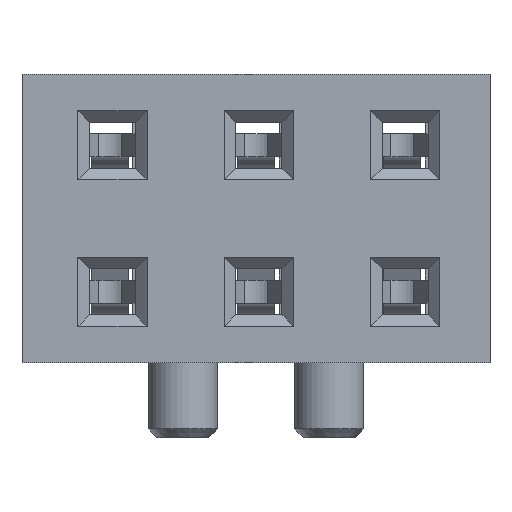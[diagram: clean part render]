
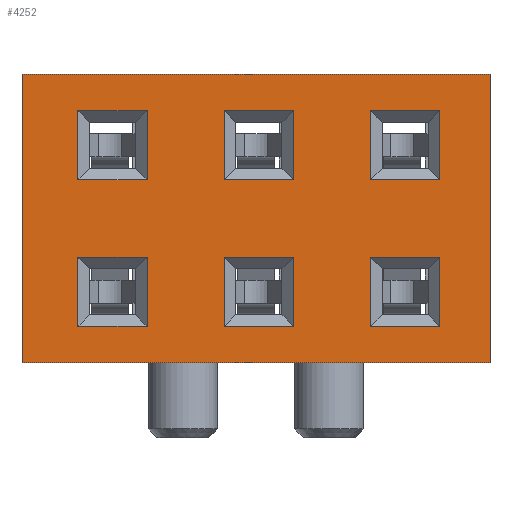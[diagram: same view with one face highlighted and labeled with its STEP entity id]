
A CAD part, front view. The second image highlights one B-rep face of the part: STEP entity #4252.
In plain terms, the highlighted planar face has unit normal (0, -1, 0).
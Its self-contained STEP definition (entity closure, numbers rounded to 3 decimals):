
#202=ORIENTED_EDGE('',*,*,#1442,.T.);
#203=ORIENTED_EDGE('',*,*,#1443,.T.);
#204=ORIENTED_EDGE('',*,*,#1444,.T.);
#205=ORIENTED_EDGE('',*,*,#1445,.T.);
#206=ORIENTED_EDGE('',*,*,#1446,.T.);
#207=ORIENTED_EDGE('',*,*,#1447,.T.);
#208=ORIENTED_EDGE('',*,*,#1448,.T.);
#209=ORIENTED_EDGE('',*,*,#1449,.T.);
#210=ORIENTED_EDGE('',*,*,#1450,.T.);
#211=ORIENTED_EDGE('',*,*,#1451,.T.);
#212=ORIENTED_EDGE('',*,*,#1452,.T.);
#213=ORIENTED_EDGE('',*,*,#1453,.T.);
#214=ORIENTED_EDGE('',*,*,#1454,.F.);
#215=ORIENTED_EDGE('',*,*,#1455,.F.);
#216=ORIENTED_EDGE('',*,*,#1456,.T.);
#217=ORIENTED_EDGE('',*,*,#1457,.T.);
#218=ORIENTED_EDGE('',*,*,#1458,.T.);
#219=ORIENTED_EDGE('',*,*,#1459,.T.);
#220=ORIENTED_EDGE('',*,*,#1460,.T.);
#221=ORIENTED_EDGE('',*,*,#1461,.T.);
#222=ORIENTED_EDGE('',*,*,#1462,.T.);
#223=ORIENTED_EDGE('',*,*,#1463,.T.);
#224=ORIENTED_EDGE('',*,*,#1464,.T.);
#225=ORIENTED_EDGE('',*,*,#1465,.T.);
#226=ORIENTED_EDGE('',*,*,#1466,.T.);
#227=ORIENTED_EDGE('',*,*,#1467,.T.);
#228=ORIENTED_EDGE('',*,*,#1468,.T.);
#229=ORIENTED_EDGE('',*,*,#1469,.T.);
#1442=EDGE_CURVE('',#2062,#2063,#2456,.T.);
#1443=EDGE_CURVE('',#2063,#2064,#2457,.T.);
#1444=EDGE_CURVE('',#2064,#2065,#2458,.T.);
#1445=EDGE_CURVE('',#2065,#2062,#2459,.T.);
#1446=EDGE_CURVE('',#2066,#2067,#2460,.T.);
#1447=EDGE_CURVE('',#2067,#2068,#2461,.T.);
#1448=EDGE_CURVE('',#2068,#2069,#2462,.T.);
#1449=EDGE_CURVE('',#2069,#2066,#2463,.T.);
#1450=EDGE_CURVE('',#2070,#2071,#2464,.T.);
#1451=EDGE_CURVE('',#2071,#2072,#2465,.T.);
#1452=EDGE_CURVE('',#2072,#2073,#2466,.T.);
#1453=EDGE_CURVE('',#2073,#2070,#2467,.T.);
#1454=EDGE_CURVE('',#2074,#2075,#2468,.T.);
#1455=EDGE_CURVE('',#2076,#2074,#2469,.T.);
#1456=EDGE_CURVE('',#2076,#2077,#2470,.T.);
#1457=EDGE_CURVE('',#2077,#2075,#2471,.T.);
#1458=EDGE_CURVE('',#2078,#2079,#2472,.T.);
#1459=EDGE_CURVE('',#2079,#2080,#2473,.T.);
#1460=EDGE_CURVE('',#2080,#2081,#2474,.T.);
#1461=EDGE_CURVE('',#2081,#2078,#2475,.T.);
#1462=EDGE_CURVE('',#2082,#2083,#2476,.T.);
#1463=EDGE_CURVE('',#2083,#2084,#2477,.T.);
#1464=EDGE_CURVE('',#2084,#2085,#2478,.T.);
#1465=EDGE_CURVE('',#2085,#2082,#2479,.T.);
#1466=EDGE_CURVE('',#2086,#2087,#2480,.T.);
#1467=EDGE_CURVE('',#2087,#2088,#2481,.T.);
#1468=EDGE_CURVE('',#2088,#2089,#2482,.T.);
#1469=EDGE_CURVE('',#2089,#2086,#2483,.T.);
#2062=VERTEX_POINT('',#6631);
#2063=VERTEX_POINT('',#6632);
#2064=VERTEX_POINT('',#6634);
#2065=VERTEX_POINT('',#6636);
#2066=VERTEX_POINT('',#6639);
#2067=VERTEX_POINT('',#6640);
#2068=VERTEX_POINT('',#6642);
#2069=VERTEX_POINT('',#6644);
#2070=VERTEX_POINT('',#6647);
#2071=VERTEX_POINT('',#6648);
#2072=VERTEX_POINT('',#6650);
#2073=VERTEX_POINT('',#6652);
#2074=VERTEX_POINT('',#6655);
#2075=VERTEX_POINT('',#6656);
#2076=VERTEX_POINT('',#6658);
#2077=VERTEX_POINT('',#6660);
#2078=VERTEX_POINT('',#6663);
#2079=VERTEX_POINT('',#6664);
#2080=VERTEX_POINT('',#6666);
#2081=VERTEX_POINT('',#6668);
#2082=VERTEX_POINT('',#6671);
#2083=VERTEX_POINT('',#6672);
#2084=VERTEX_POINT('',#6674);
#2085=VERTEX_POINT('',#6676);
#2086=VERTEX_POINT('',#6679);
#2087=VERTEX_POINT('',#6680);
#2088=VERTEX_POINT('',#6682);
#2089=VERTEX_POINT('',#6684);
#2456=LINE('',#6630,#3030);
#2457=LINE('',#6633,#3031);
#2458=LINE('',#6635,#3032);
#2459=LINE('',#6637,#3033);
#2460=LINE('',#6638,#3034);
#2461=LINE('',#6641,#3035);
#2462=LINE('',#6643,#3036);
#2463=LINE('',#6645,#3037);
#2464=LINE('',#6646,#3038);
#2465=LINE('',#6649,#3039);
#2466=LINE('',#6651,#3040);
#2467=LINE('',#6653,#3041);
#2468=LINE('',#6654,#3042);
#2469=LINE('',#6657,#3043);
#2470=LINE('',#6659,#3044);
#2471=LINE('',#6661,#3045);
#2472=LINE('',#6662,#3046);
#2473=LINE('',#6665,#3047);
#2474=LINE('',#6667,#3048);
#2475=LINE('',#6669,#3049);
#2476=LINE('',#6670,#3050);
#2477=LINE('',#6673,#3051);
#2478=LINE('',#6675,#3052);
#2479=LINE('',#6677,#3053);
#2480=LINE('',#6678,#3054);
#2481=LINE('',#6681,#3055);
#2482=LINE('',#6683,#3056);
#2483=LINE('',#6685,#3057);
#3030=VECTOR('',#5396,1000.);
#3031=VECTOR('',#5397,1000.);
#3032=VECTOR('',#5398,1000.);
#3033=VECTOR('',#5399,1000.);
#3034=VECTOR('',#5400,1000.);
#3035=VECTOR('',#5401,1000.);
#3036=VECTOR('',#5402,1000.);
#3037=VECTOR('',#5403,1000.);
#3038=VECTOR('',#5404,1000.);
#3039=VECTOR('',#5405,1000.);
#3040=VECTOR('',#5406,1000.);
#3041=VECTOR('',#5407,1000.);
#3042=VECTOR('',#5408,1000.);
#3043=VECTOR('',#5409,1000.);
#3044=VECTOR('',#5410,1000.);
#3045=VECTOR('',#5411,1000.);
#3046=VECTOR('',#5412,1000.);
#3047=VECTOR('',#5413,1000.);
#3048=VECTOR('',#5414,1000.);
#3049=VECTOR('',#5415,1000.);
#3050=VECTOR('',#5416,1000.);
#3051=VECTOR('',#5417,1000.);
#3052=VECTOR('',#5418,1000.);
#3053=VECTOR('',#5419,1000.);
#3054=VECTOR('',#5420,1000.);
#3055=VECTOR('',#5421,1000.);
#3056=VECTOR('',#5422,1000.);
#3057=VECTOR('',#5423,1000.);
#3532=EDGE_LOOP('',(#202,#203,#204,#205));
#3533=EDGE_LOOP('',(#206,#207,#208,#209));
#3534=EDGE_LOOP('',(#210,#211,#212,#213));
#3535=EDGE_LOOP('',(#214,#215,#216,#217));
#3536=EDGE_LOOP('',(#218,#219,#220,#221));
#3537=EDGE_LOOP('',(#222,#223,#224,#225));
#3538=EDGE_LOOP('',(#226,#227,#228,#229));
#3788=FACE_BOUND('',#3532,.T.);
#3789=FACE_BOUND('',#3533,.T.);
#3790=FACE_BOUND('',#3534,.T.);
#3791=FACE_BOUND('',#3535,.T.);
#3792=FACE_BOUND('',#3536,.T.);
#3793=FACE_BOUND('',#3537,.T.);
#3794=FACE_BOUND('',#3538,.T.);
#4038=PLANE('',#5019);
#4252=ADVANCED_FACE('',(#3788,#3789,#3790,#3791,#3792,#3793,#3794),#4038,
 .T.);
#5019=AXIS2_PLACEMENT_3D('',#6629,#5394,#5395);
#5394=DIRECTION('',(0.,-1.,0.));
#5395=DIRECTION('',(0.,0.,-1.));
#5396=DIRECTION('',(0.,0.,1.));
#5397=DIRECTION('',(1.,0.,0.));
#5398=DIRECTION('',(0.,0.,-1.));
#5399=DIRECTION('',(-1.,0.,0.));
#5400=DIRECTION('',(0.,0.,-1.));
#5401=DIRECTION('',(-1.,0.,0.));
#5402=DIRECTION('',(0.,0.,1.));
#5403=DIRECTION('',(1.,0.,0.));
#5404=DIRECTION('',(0.,0.,1.));
#5405=DIRECTION('',(1.,0.,0.));
#5406=DIRECTION('',(0.,0.,-1.));
#5407=DIRECTION('',(-1.,0.,0.));
#5408=DIRECTION('',(0.,0.,1.));
#5409=DIRECTION('',(-1.,0.,0.));
#5410=DIRECTION('',(0.,0.,1.));
#5411=DIRECTION('',(-1.,0.,0.));
#5412=DIRECTION('',(0.,0.,-1.));
#5413=DIRECTION('',(-1.,0.,0.));
#5414=DIRECTION('',(0.,0.,1.));
#5415=DIRECTION('',(1.,0.,0.));
#5416=DIRECTION('',(0.,0.,-1.));
#5417=DIRECTION('',(-1.,0.,0.));
#5418=DIRECTION('',(0.,0.,1.));
#5419=DIRECTION('',(1.,0.,0.));
#5420=DIRECTION('',(0.,0.,1.));
#5421=DIRECTION('',(1.,0.,0.));
#5422=DIRECTION('',(0.,0.,-1.));
#5423=DIRECTION('',(-1.,0.,0.));
#6629=CARTESIAN_POINT('',(4.06,-4.25,-2.5));
#6630=CARTESIAN_POINT('',(-3.09,-4.25,-2.5));
#6631=CARTESIAN_POINT('',(-3.09,-4.25,0.67));
#6632=CARTESIAN_POINT('',(-3.09,-4.25,1.87));
#6633=CARTESIAN_POINT('',(4.06,-4.25,1.87));
#6634=CARTESIAN_POINT('',(-1.89,-4.25,1.87));
#6635=CARTESIAN_POINT('',(-1.89,-4.25,-2.5));
#6636=CARTESIAN_POINT('',(-1.89,-4.25,0.67));
#6637=CARTESIAN_POINT('',(4.06,-4.25,0.67));
#6638=CARTESIAN_POINT('',(-1.89,-4.25,-2.5));
#6639=CARTESIAN_POINT('',(-1.89,-4.25,-0.67));
#6640=CARTESIAN_POINT('',(-1.89,-4.25,-1.87));
#6641=CARTESIAN_POINT('',(4.06,-4.25,-1.87));
#6642=CARTESIAN_POINT('',(-3.09,-4.25,-1.87));
#6643=CARTESIAN_POINT('',(-3.09,-4.25,-2.5));
#6644=CARTESIAN_POINT('',(-3.09,-4.25,-0.67));
#6645=CARTESIAN_POINT('',(4.06,-4.25,-0.67));
#6646=CARTESIAN_POINT('',(1.99,-4.25,-2.5));
#6647=CARTESIAN_POINT('',(1.99,-4.25,0.67));
#6648=CARTESIAN_POINT('',(1.99,-4.25,1.87));
#6649=CARTESIAN_POINT('',(4.06,-4.25,1.87));
#6650=CARTESIAN_POINT('',(3.19,-4.25,1.87));
#6651=CARTESIAN_POINT('',(3.19,-4.25,-2.5));
#6652=CARTESIAN_POINT('',(3.19,-4.25,0.67));
#6653=CARTESIAN_POINT('',(4.06,-4.25,0.67));
#6654=CARTESIAN_POINT('',(-4.06,-4.25,-2.5));
#6655=CARTESIAN_POINT('',(-4.06,-4.25,-2.5));
#6656=CARTESIAN_POINT('',(-4.06,-4.25,2.5));
#6657=CARTESIAN_POINT('',(4.06,-4.25,-2.5));
#6658=CARTESIAN_POINT('',(4.06,-4.25,-2.5));
#6659=CARTESIAN_POINT('',(4.06,-4.25,-2.5));
#6660=CARTESIAN_POINT('',(4.06,-4.25,2.5));
#6661=CARTESIAN_POINT('',(4.06,-4.25,2.5));
#6662=CARTESIAN_POINT('',(3.19,-4.25,-2.5));
#6663=CARTESIAN_POINT('',(3.19,-4.25,-0.67));
#6664=CARTESIAN_POINT('',(3.19,-4.25,-1.87));
#6665=CARTESIAN_POINT('',(4.06,-4.25,-1.87));
#6666=CARTESIAN_POINT('',(1.99,-4.25,-1.87));
#6667=CARTESIAN_POINT('',(1.99,-4.25,-2.5));
#6668=CARTESIAN_POINT('',(1.99,-4.25,-0.67));
#6669=CARTESIAN_POINT('',(4.06,-4.25,-0.67));
#6670=CARTESIAN_POINT('',(0.65,-4.25,-2.5));
#6671=CARTESIAN_POINT('',(0.65,-4.25,-0.67));
#6672=CARTESIAN_POINT('',(0.65,-4.25,-1.87));
#6673=CARTESIAN_POINT('',(4.06,-4.25,-1.87));
#6674=CARTESIAN_POINT('',(-0.55,-4.25,-1.87));
#6675=CARTESIAN_POINT('',(-0.55,-4.25,-2.5));
#6676=CARTESIAN_POINT('',(-0.55,-4.25,-0.67));
#6677=CARTESIAN_POINT('',(4.06,-4.25,-0.67));
#6678=CARTESIAN_POINT('',(-0.55,-4.25,-2.5));
#6679=CARTESIAN_POINT('',(-0.55,-4.25,0.67));
#6680=CARTESIAN_POINT('',(-0.55,-4.25,1.87));
#6681=CARTESIAN_POINT('',(4.06,-4.25,1.87));
#6682=CARTESIAN_POINT('',(0.65,-4.25,1.87));
#6683=CARTESIAN_POINT('',(0.65,-4.25,-2.5));
#6684=CARTESIAN_POINT('',(0.65,-4.25,0.67));
#6685=CARTESIAN_POINT('',(4.06,-4.25,0.67));
